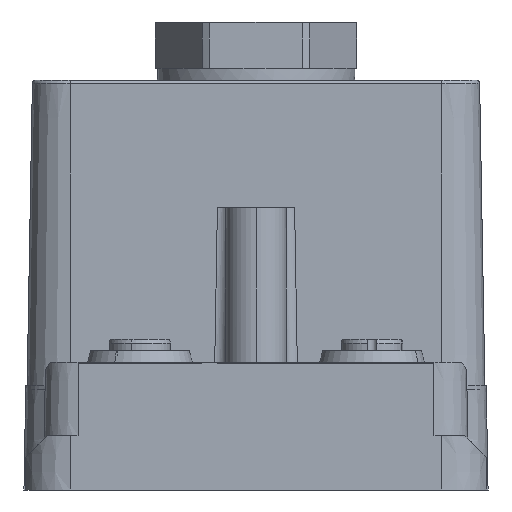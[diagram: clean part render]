
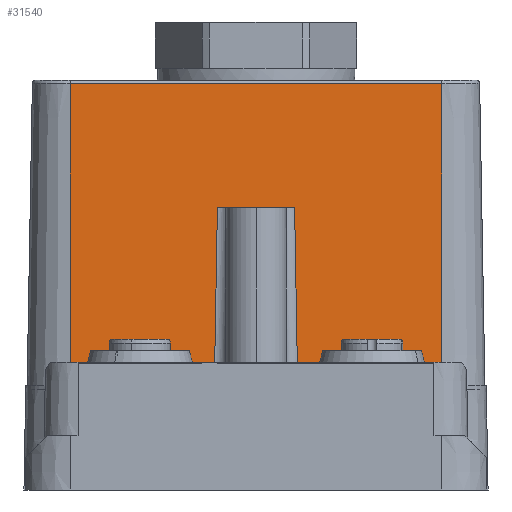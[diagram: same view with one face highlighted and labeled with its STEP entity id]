
A CAD part, front view. The second image highlights one B-rep face of the part: STEP entity #31540.
In plain terms, the highlighted planar face has unit normal (0, -1, 0.018).
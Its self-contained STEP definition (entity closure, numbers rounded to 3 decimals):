
#31485=AXIS2_PLACEMENT_3D('Plane Axis2P3D',#31482,#31483,#31484) ;
#30716=CARTESIAN_POINT('Vertex',(54.,55.6,13.)) ;
#30719=CARTESIAN_POINT('Line Origine',(44.7,55.6,13.)) ;
#30723=CARTESIAN_POINT('Vertex',(35.4,55.6,13.)) ;
#30789=CARTESIAN_POINT('Vertex',(24.6,55.6,13.)) ;
#30792=CARTESIAN_POINT('Line Origine',(15.3,55.6,13.)) ;
#30796=CARTESIAN_POINT('Vertex',(6.,55.6,13.)) ;
#31467=CARTESIAN_POINT('Vertex',(54.,56.29,52.509)) ;
#31470=CARTESIAN_POINT('Line Origine',(54.,55.949,33.)) ;
#31482=CARTESIAN_POINT('Axis2P3D Location',(59.6,55.6,13.)) ;
#31487=CARTESIAN_POINT('Line Origine',(30.,56.29,52.509)) ;
#31491=CARTESIAN_POINT('Vertex',(6.,56.29,52.509)) ;
#31494=CARTESIAN_POINT('Line Origine',(6.,55.949,33.)) ;
#31500=CARTESIAN_POINT('Control Point',(25.01,56.01,36.5)) ;
#31501=CARTESIAN_POINT('Control Point',(24.6,55.6,13.)) ;
#31502=CARTESIAN_POINT('Vertex',(25.01,56.01,36.5)) ;
#31506=CARTESIAN_POINT('Control Point',(26.51,56.01,36.5)) ;
#31507=CARTESIAN_POINT('Control Point',(25.01,56.01,36.5)) ;
#31508=CARTESIAN_POINT('Vertex',(26.51,56.01,36.5)) ;
#31511=CARTESIAN_POINT('Line Origine',(30.,56.01,36.5)) ;
#31515=CARTESIAN_POINT('Vertex',(33.49,56.01,36.5)) ;
#31519=CARTESIAN_POINT('Control Point',(34.99,56.01,36.5)) ;
#31520=CARTESIAN_POINT('Control Point',(33.49,56.01,36.5)) ;
#31521=CARTESIAN_POINT('Vertex',(34.99,56.01,36.5)) ;
#31525=CARTESIAN_POINT('Control Point',(34.99,56.01,36.5)) ;
#31526=CARTESIAN_POINT('Control Point',(35.4,55.6,13.)) ;
#30720=DIRECTION('Vector Direction',(-1.,0.,0.)) ;
#30793=DIRECTION('Vector Direction',(-1.,0.,0.)) ;
#31471=DIRECTION('Vector Direction',(0.,-0.017,-1.)) ;
#31483=DIRECTION('Axis2P3D Direction',(0.,-1.,0.017)) ;
#31484=DIRECTION('Axis2P3D XDirection',(-1.,0.,0.)) ;
#31488=DIRECTION('Vector Direction',(-1.,0.,0.)) ;
#31495=DIRECTION('Vector Direction',(0.,-0.017,-1.)) ;
#31512=DIRECTION('Vector Direction',(-1.,0.,0.)) ;
#30721=VECTOR('Line Direction',#30720,1.) ;
#30794=VECTOR('Line Direction',#30793,1.) ;
#31472=VECTOR('Line Direction',#31471,1.) ;
#31489=VECTOR('Line Direction',#31488,1.) ;
#31496=VECTOR('Line Direction',#31495,1.) ;
#31513=VECTOR('Line Direction',#31512,1.) ;
#31529=ORIENTED_EDGE('',*,*,#30725,.F.) ;
#31530=ORIENTED_EDGE('',*,*,#31474,.T.) ;
#31531=ORIENTED_EDGE('',*,*,#31493,.F.) ;
#31532=ORIENTED_EDGE('',*,*,#31498,.F.) ;
#31533=ORIENTED_EDGE('',*,*,#30798,.F.) ;
#31534=ORIENTED_EDGE('',*,*,#31504,.F.) ;
#31535=ORIENTED_EDGE('',*,*,#31510,.T.) ;
#31536=ORIENTED_EDGE('',*,*,#31517,.T.) ;
#31537=ORIENTED_EDGE('',*,*,#31523,.T.) ;
#31538=ORIENTED_EDGE('',*,*,#31527,.T.) ;
#31540=ADVANCED_FACE('Haube hoch Metall',(#31539),#31486,.T.) ;
#31499=B_SPLINE_CURVE_WITH_KNOTS('',1,(#31500,#31501),.UNSPECIFIED.,.F.,.U.,(2,2),(-3.747,19.76),.UNSPECIFIED.) ;
#31505=B_SPLINE_CURVE_WITH_KNOTS('',1,(#31506,#31507),.UNSPECIFIED.,.F.,.U.,(2,2),(-0.75,0.75),.UNSPECIFIED.) ;
#31518=B_SPLINE_CURVE_WITH_KNOTS('',1,(#31519,#31520),.UNSPECIFIED.,.F.,.U.,(2,2),(-0.75,0.75),.UNSPECIFIED.) ;
#31524=B_SPLINE_CURVE_WITH_KNOTS('',1,(#31525,#31526),.UNSPECIFIED.,.F.,.U.,(2,2),(-3.747,19.76),.UNSPECIFIED.) ;
#30725=EDGE_CURVE('',#30717,#30724,#30722,.T.) ;
#30798=EDGE_CURVE('',#30790,#30797,#30795,.T.) ;
#31474=EDGE_CURVE('',#30717,#31468,#31473,.F.) ;
#31493=EDGE_CURVE('',#31492,#31468,#31490,.F.) ;
#31498=EDGE_CURVE('',#30797,#31492,#31497,.F.) ;
#31504=EDGE_CURVE('',#31503,#30790,#31499,.T.) ;
#31510=EDGE_CURVE('',#31503,#31509,#31505,.F.) ;
#31517=EDGE_CURVE('',#31509,#31516,#31514,.F.) ;
#31523=EDGE_CURVE('',#31516,#31522,#31518,.F.) ;
#31527=EDGE_CURVE('',#31522,#30724,#31524,.T.) ;
#31528=EDGE_LOOP('',(#31529,#31530,#31531,#31532,#31533,#31534,#31535,#31536,#31537,#31538)) ;
#31539=FACE_OUTER_BOUND('',#31528,.T.) ;
#30722=LINE('Line',#30719,#30721) ;
#30795=LINE('Line',#30792,#30794) ;
#31473=LINE('Line',#31470,#31472) ;
#31490=LINE('Line',#31487,#31489) ;
#31497=LINE('Line',#31494,#31496) ;
#31514=LINE('Line',#31511,#31513) ;
#31486=PLANE('',#31485) ;
#30717=VERTEX_POINT('',#30716) ;
#30724=VERTEX_POINT('',#30723) ;
#30790=VERTEX_POINT('',#30789) ;
#30797=VERTEX_POINT('',#30796) ;
#31468=VERTEX_POINT('',#31467) ;
#31492=VERTEX_POINT('',#31491) ;
#31503=VERTEX_POINT('',#31502) ;
#31509=VERTEX_POINT('',#31508) ;
#31516=VERTEX_POINT('',#31515) ;
#31522=VERTEX_POINT('',#31521) ;
